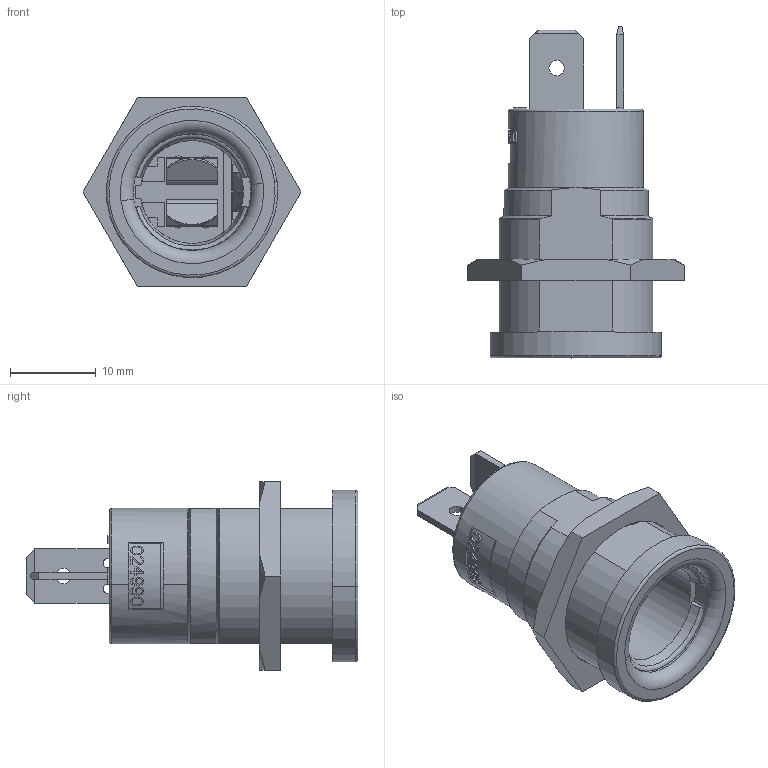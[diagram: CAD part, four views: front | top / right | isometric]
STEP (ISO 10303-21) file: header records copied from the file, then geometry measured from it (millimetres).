
FILE_DESCRIPTION((''),'2;1');
FILE_NAME('151056_SW0001','2020-06-03T14:11:53',('teru'),(''),'CREO PARAMETRIC BY PTC INC, 2017380','CREO PARAMETRIC BY PTC INC, 2017380','');
FILE_SCHEMA(('CONFIG_CONTROL_DESIGN'));
Length unit declared in the file: millimetre
Products named in the file (1): 151056_SW0001
Bounding box: 25.4 x 38.7 x 22 mm (x, y, z)
Volume: 4256.7 mm3; surface area: 4657.3 mm2
Topology: 1 solids, 1 shells, 590 faces, 1648 edges, 1081 vertices
Faces by surface type: plane 438, cylinder 82, torus 30, bspline 17, cone 15, sphere 8
Entity records: 19861 total; most frequent: CARTESIAN_POINT 5395, ORIENTED_EDGE 3296, DIRECTION 2588, EDGE_CURVE 1648, VERTEX_POINT 1081, VECTOR 896, LINE 896, AXIS2_PLACEMENT_3D 846
